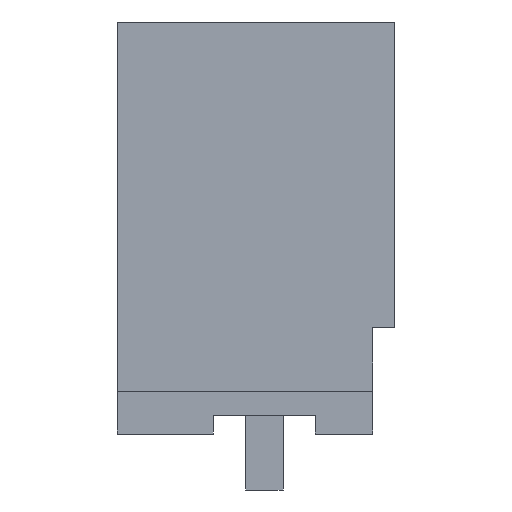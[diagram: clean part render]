
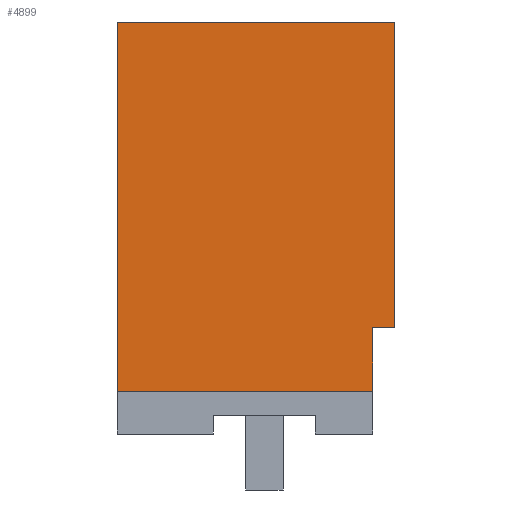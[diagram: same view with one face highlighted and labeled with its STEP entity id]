
A CAD part, left-side view. The second image highlights one B-rep face of the part: STEP entity #4899.
In plain terms, the highlighted planar face has unit normal (-1, 0, 0).
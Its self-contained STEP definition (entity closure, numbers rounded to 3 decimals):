
#4870=AXIS2_PLACEMENT_3D('Plane Axis2P3D',#4867,#4868,#4869) ;
#234=CARTESIAN_POINT('Vertex',(0.,7.45,2.65)) ;
#237=CARTESIAN_POINT('Line Origine',(0.,7.45,7.6)) ;
#241=CARTESIAN_POINT('Vertex',(0.,7.45,12.55)) ;
#3647=CARTESIAN_POINT('Vertex',(0.,0.6,4.35)) ;
#3650=CARTESIAN_POINT('Line Origine',(0.,0.6,3.5)) ;
#3654=CARTESIAN_POINT('Vertex',(0.,0.6,2.65)) ;
#4596=CARTESIAN_POINT('Line Origine',(0.,4.025,2.65)) ;
#4867=CARTESIAN_POINT('Axis2P3D Location',(0.,7.45,12.55)) ;
#4872=CARTESIAN_POINT('Line Origine',(0.,0.,8.45)) ;
#4876=CARTESIAN_POINT('Vertex',(0.,0.,12.55)) ;
#4878=CARTESIAN_POINT('Vertex',(0.,0.,4.35)) ;
#4881=CARTESIAN_POINT('Line Origine',(0.,3.725,12.55)) ;
#4886=CARTESIAN_POINT('Line Origine',(0.,0.3,4.35)) ;
#238=DIRECTION('Vector Direction',(0.,0.,-1.)) ;
#3651=DIRECTION('Vector Direction',(0.,0.,1.)) ;
#4597=DIRECTION('Vector Direction',(0.,-1.,0.)) ;
#4868=DIRECTION('Axis2P3D Direction',(-1.,0.,0.)) ;
#4869=DIRECTION('Axis2P3D XDirection',(0.,0.,1.)) ;
#4873=DIRECTION('Vector Direction',(0.,0.,-1.)) ;
#4882=DIRECTION('Vector Direction',(0.,-1.,0.)) ;
#4887=DIRECTION('Vector Direction',(0.,1.,0.)) ;
#239=VECTOR('Line Direction',#238,1.) ;
#3652=VECTOR('Line Direction',#3651,1.) ;
#4598=VECTOR('Line Direction',#4597,1.) ;
#4874=VECTOR('Line Direction',#4873,1.) ;
#4883=VECTOR('Line Direction',#4882,1.) ;
#4888=VECTOR('Line Direction',#4887,1.) ;
#4892=ORIENTED_EDGE('',*,*,#4880,.F.) ;
#4893=ORIENTED_EDGE('',*,*,#4885,.F.) ;
#4894=ORIENTED_EDGE('',*,*,#243,.T.) ;
#4895=ORIENTED_EDGE('',*,*,#4600,.T.) ;
#4896=ORIENTED_EDGE('',*,*,#3656,.T.) ;
#4897=ORIENTED_EDGE('',*,*,#4890,.F.) ;
#4899=ADVANCED_FACE('HOUSING',(#4898),#4871,.T.) ;
#243=EDGE_CURVE('',#242,#235,#240,.T.) ;
#3656=EDGE_CURVE('',#3655,#3648,#3653,.T.) ;
#4600=EDGE_CURVE('',#235,#3655,#4599,.T.) ;
#4880=EDGE_CURVE('',#4877,#4879,#4875,.T.) ;
#4885=EDGE_CURVE('',#242,#4877,#4884,.T.) ;
#4890=EDGE_CURVE('',#4879,#3648,#4889,.T.) ;
#4891=EDGE_LOOP('',(#4892,#4893,#4894,#4895,#4896,#4897)) ;
#4898=FACE_OUTER_BOUND('',#4891,.T.) ;
#240=LINE('Line',#237,#239) ;
#3653=LINE('Line',#3650,#3652) ;
#4599=LINE('Line',#4596,#4598) ;
#4875=LINE('Line',#4872,#4874) ;
#4884=LINE('Line',#4881,#4883) ;
#4889=LINE('Line',#4886,#4888) ;
#4871=PLANE('',#4870) ;
#235=VERTEX_POINT('',#234) ;
#242=VERTEX_POINT('',#241) ;
#3648=VERTEX_POINT('',#3647) ;
#3655=VERTEX_POINT('',#3654) ;
#4877=VERTEX_POINT('',#4876) ;
#4879=VERTEX_POINT('',#4878) ;
